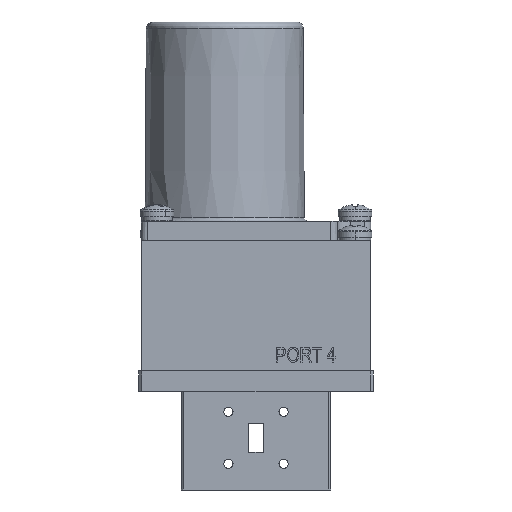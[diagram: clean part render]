
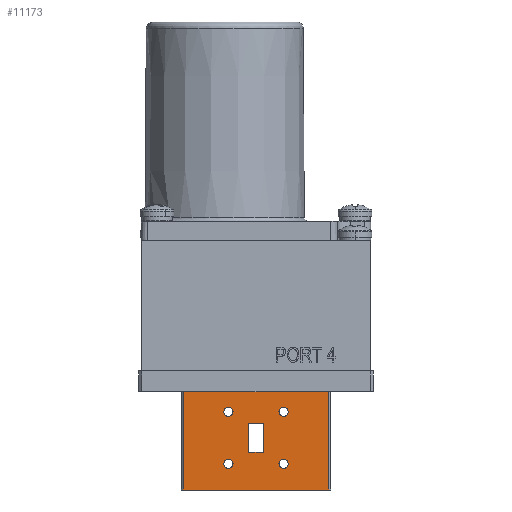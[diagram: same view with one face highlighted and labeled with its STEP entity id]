
A CAD part, front view. The second image highlights one B-rep face of the part: STEP entity #11173.
In plain terms, the highlighted planar face has unit normal (0, -1, 0).
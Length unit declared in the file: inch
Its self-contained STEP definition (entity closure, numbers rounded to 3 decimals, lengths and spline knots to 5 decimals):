
#113 = VECTOR ( 'NONE', #24629, 39.37008 ) ;
#115 = LINE ( 'NONE', #24628, #113 ) ;
#123 = VECTOR ( 'NONE', #24617, 39.37008 ) ;
#126 = LINE ( 'NONE', #24616, #123 ) ;
#131 = CIRCLE ( 'NONE', #20178, 0.0445 ) ;
#160 = VECTOR ( 'NONE', #24547, 39.37008 ) ;
#162 = VECTOR ( 'NONE', #24545, 39.37008 ) ;
#163 = LINE ( 'NONE', #24546, #160 ) ;
#171 = LINE ( 'NONE', #24541, #162 ) ;
#1786 = CARTESIAN_POINT ( 'NONE',  ( -0.265, -0.718, 0.25 ) ) ;
#1787 = DIRECTION ( 'NONE',  ( 0., -1., 0. ) ) ;
#1788 = DIRECTION ( 'NONE',  ( 0., 0., -1. ) ) ;
#1793 = CARTESIAN_POINT ( 'NONE',  ( 0.265, -0.718, 0.25 ) ) ;
#1794 = DIRECTION ( 'NONE',  ( 0., -1., 0. ) ) ;
#1795 = DIRECTION ( 'NONE',  ( 0., 0., -1. ) ) ;
#1834 = CARTESIAN_POINT ( 'NONE',  ( -0.718, -0.718, 0.943 ) ) ;
#1835 = CARTESIAN_POINT ( 'NONE',  ( 0.698, -0.718, 0.943 ) ) ;
#1842 = DIRECTION ( 'NONE',  ( 0., 0., 1. ) ) ;
#1844 = DIRECTION ( 'NONE',  ( 1., 0., 0. ) ) ;
#1845 = CARTESIAN_POINT ( 'NONE',  ( -0.698, -0.718, 0.943 ) ) ;
#1846 = DIRECTION ( 'NONE',  ( 0., 0., -1. ) ) ;
#1857 = CARTESIAN_POINT ( 'NONE',  ( -0.718, -0.718, 0. ) ) ;
#1858 = DIRECTION ( 'NONE',  ( 1., 0., 0. ) ) ;
#2102 = CARTESIAN_POINT ( 'NONE',  ( -0.265, -0.718, 0.25 ) ) ;
#2103 = DIRECTION ( 'NONE',  ( 0., -1., 0. ) ) ;
#2104 = DIRECTION ( 'NONE',  ( 0., 0., -1. ) ) ;
#2105 = CARTESIAN_POINT ( 'NONE',  ( 0.265, -0.718, 0.25 ) ) ;
#2106 = DIRECTION ( 'NONE',  ( 0., -1., 0. ) ) ;
#2107 = DIRECTION ( 'NONE',  ( 0., 0., -1. ) ) ;
#2110 = CARTESIAN_POINT ( 'NONE',  ( 0.265, -0.718, 0.75 ) ) ;
#2111 = DIRECTION ( 'NONE',  ( 0., -1., 0. ) ) ;
#2112 = DIRECTION ( 'NONE',  ( 0., 0., -1. ) ) ;
#2124 = CARTESIAN_POINT ( 'NONE',  ( -0.265, -0.718, 0.75 ) ) ;
#2125 = DIRECTION ( 'NONE',  ( 0., -1., 0. ) ) ;
#2126 = DIRECTION ( 'NONE',  ( 0., 0., -1. ) ) ;
#2128 = CARTESIAN_POINT ( 'NONE',  ( -0.265, -0.718, 0.75 ) ) ;
#2129 = DIRECTION ( 'NONE',  ( 0., -1., 0. ) ) ;
#2130 = DIRECTION ( 'NONE',  ( 0., 0., -1. ) ) ;
#2484 = CARTESIAN_POINT ( 'NONE',  ( 0.265, -0.718, 0.2055 ) ) ;
#2501 = CARTESIAN_POINT ( 'NONE',  ( -0.265, -0.718, 0.2945 ) ) ;
#2528 = CARTESIAN_POINT ( 'NONE',  ( -0.07, -0.718, 0.36 ) ) ;
#2556 = CARTESIAN_POINT ( 'NONE',  ( 0.07, -0.718, 0.36 ) ) ;
#2588 = CARTESIAN_POINT ( 'NONE',  ( -0.265, -0.718, 0.7945 ) ) ;
#2613 = CARTESIAN_POINT ( 'NONE',  ( -0.698, -0.718, 0. ) ) ;
#2645 = CARTESIAN_POINT ( 'NONE',  ( 0.698, -0.718, 0. ) ) ;
#2667 = CARTESIAN_POINT ( 'NONE',  ( -0.698, -0.718, 0.943 ) ) ;
#2676 = CARTESIAN_POINT ( 'NONE',  ( -0.265, -0.718, 0.7055 ) ) ;
#2680 = CARTESIAN_POINT ( 'NONE',  ( 0.265, -0.718, 0.7055 ) ) ;
#2684 = CARTESIAN_POINT ( 'NONE',  ( 0.698, -0.718, 0.943 ) ) ;
#4869 = EDGE_LOOP ( 'NONE', ( #15757, #15766 ) ) ;
#4879 = EDGE_LOOP ( 'NONE', ( #15772, #15749, #15763, #15731 ) ) ;
#4890 = EDGE_LOOP ( 'NONE', ( #15727, #15650 ) ) ;
#4894 = EDGE_LOOP ( 'NONE', ( #15668, #15578 ) ) ;
#4910 = EDGE_LOOP ( 'NONE', ( #14236, #15720 ) ) ;
#4919 = EDGE_LOOP ( 'NONE', ( #15736, #15775, #15738, #15771 ) ) ;
#5917 = FACE_BOUND ( 'NONE', #4894, .T. ) ;
#5918 = FACE_BOUND ( 'NONE', #4879, .T. ) ;
#5919 = FACE_BOUND ( 'NONE', #4910, .T. ) ;
#5920 = FACE_BOUND ( 'NONE', #4869, .T. ) ;
#5921 = FACE_OUTER_BOUND ( 'NONE', #4919, .T. ) ;
#5925 = FACE_BOUND ( 'NONE', #4890, .T. ) ;
#6766 = CIRCLE ( 'NONE', #19936, 0.0445 ) ;
#6774 = CIRCLE ( 'NONE', #19935, 0.0445 ) ;
#6778 = CIRCLE ( 'NONE', #19931, 0.0445 ) ;
#6780 = CIRCLE ( 'NONE', #19930, 0.0445 ) ;
#6781 = CIRCLE ( 'NONE', #19932, 0.0445 ) ;
#6899 = VECTOR ( 'NONE', #1858, 39.37008 ) ;
#6902 = LINE ( 'NONE', #1857, #6899 ) ;
#6913 = VECTOR ( 'NONE', #1846, 39.37008 ) ;
#6915 = VECTOR ( 'NONE', #1844, 39.37008 ) ;
#6916 = LINE ( 'NONE', #1845, #6913 ) ;
#6917 = VECTOR ( 'NONE', #1842, 39.37008 ) ;
#6920 = LINE ( 'NONE', #1834, #6915 ) ;
#6924 = LINE ( 'NONE', #1835, #6917 ) ;
#6950 = CIRCLE ( 'NONE', #19892, 0.0445 ) ;
#6951 = CIRCLE ( 'NONE', #19890, 0.0445 ) ;
#9706 = EDGE_CURVE ( 'NONE', #24971, #18038, #6951, .T. ) ;
#9708 = EDGE_CURVE ( 'NONE', #18010, #25037, #6950, .T. ) ;
#9727 = EDGE_CURVE ( 'NONE', #18293, #18357, #6924, .T. ) ;
#9728 = EDGE_CURVE ( 'NONE', #18332, #18357, #6920, .T. ) ;
#9729 = EDGE_CURVE ( 'NONE', #18332, #18243, #6916, .T. ) ;
#9736 = EDGE_CURVE ( 'NONE', #18243, #18293, #6902, .T. ) ;
#9814 = EDGE_CURVE ( 'NONE', #18038, #24971, #6780, .T. ) ;
#9815 = EDGE_CURVE ( 'NONE', #25037, #18010, #6778, .T. ) ;
#9817 = EDGE_CURVE ( 'NONE', #24958, #18352, #6781, .T. ) ;
#9822 = EDGE_CURVE ( 'NONE', #18345, #18198, #6774, .T. ) ;
#9824 = EDGE_CURVE ( 'NONE', #18198, #18345, #6766, .T. ) ;
#11173 = ADVANCED_FACE ( 'NONE', ( #5921, #5918, #5920, #5919, #5925, #5917 ), #20794, .F. ) ;
#14236 = ORIENTED_EDGE ( 'NONE', *, *, #9708, .F. ) ;
#15407 = AXIS2_PLACEMENT_3D ( 'NONE', #20795, #20787, #20797 ) ;
#15578 = ORIENTED_EDGE ( 'NONE', *, *, #9824, .F. ) ;
#15650 = ORIENTED_EDGE ( 'NONE', *, *, #9817, .F. ) ;
#15668 = ORIENTED_EDGE ( 'NONE', *, *, #9822, .F. ) ;
#15720 = ORIENTED_EDGE ( 'NONE', *, *, #9815, .F. ) ;
#15727 = ORIENTED_EDGE ( 'NONE', *, *, #24928, .F. ) ;
#15731 = ORIENTED_EDGE ( 'NONE', *, *, #24906, .F. ) ;
#15736 = ORIENTED_EDGE ( 'NONE', *, *, #9728, .F. ) ;
#15738 = ORIENTED_EDGE ( 'NONE', *, *, #9736, .T. ) ;
#15749 = ORIENTED_EDGE ( 'NONE', *, *, #24940, .F. ) ;
#15757 = ORIENTED_EDGE ( 'NONE', *, *, #9706, .F. ) ;
#15763 = ORIENTED_EDGE ( 'NONE', *, *, #24933, .F. ) ;
#15766 = ORIENTED_EDGE ( 'NONE', *, *, #9814, .F. ) ;
#15771 = ORIENTED_EDGE ( 'NONE', *, *, #9727, .T. ) ;
#15772 = ORIENTED_EDGE ( 'NONE', *, *, #24905, .F. ) ;
#15775 = ORIENTED_EDGE ( 'NONE', *, *, #9729, .T. ) ;
#18010 = VERTEX_POINT ( 'NONE', #2484 ) ;
#18038 = VERTEX_POINT ( 'NONE', #2501 ) ;
#18086 = VERTEX_POINT ( 'NONE', #2528 ) ;
#18134 = VERTEX_POINT ( 'NONE', #2556 ) ;
#18198 = VERTEX_POINT ( 'NONE', #2588 ) ;
#18243 = VERTEX_POINT ( 'NONE', #2613 ) ;
#18293 = VERTEX_POINT ( 'NONE', #2645 ) ;
#18332 = VERTEX_POINT ( 'NONE', #2667 ) ;
#18345 = VERTEX_POINT ( 'NONE', #2676 ) ;
#18352 = VERTEX_POINT ( 'NONE', #2680 ) ;
#18357 = VERTEX_POINT ( 'NONE', #2684 ) ;
#19890 = AXIS2_PLACEMENT_3D ( 'NONE', #1786, #1787, #1788 ) ;
#19892 = AXIS2_PLACEMENT_3D ( 'NONE', #1793, #1794, #1795 ) ;
#19930 = AXIS2_PLACEMENT_3D ( 'NONE', #2102, #2103, #2104 ) ;
#19931 = AXIS2_PLACEMENT_3D ( 'NONE', #2105, #2106, #2107 ) ;
#19932 = AXIS2_PLACEMENT_3D ( 'NONE', #2110, #2111, #2112 ) ;
#19935 = AXIS2_PLACEMENT_3D ( 'NONE', #2124, #2125, #2126 ) ;
#19936 = AXIS2_PLACEMENT_3D ( 'NONE', #2128, #2129, #2130 ) ;
#20178 = AXIS2_PLACEMENT_3D ( 'NONE', #24603, #24604, #24605 ) ;
#20787 = DIRECTION ( 'NONE',  ( 0., 1., 0. ) ) ;
#20794 = PLANE ( 'NONE',  #15407 ) ;
#20795 = CARTESIAN_POINT ( 'NONE',  ( -0.718, -0.718, 0.943 ) ) ;
#20797 = DIRECTION ( 'NONE',  ( 0., 0., 1. ) ) ;
#24541 = CARTESIAN_POINT ( 'NONE',  ( -0.07, -0.718, 0.64 ) ) ;
#24545 = DIRECTION ( 'NONE',  ( 0., 0., -1. ) ) ;
#24546 = CARTESIAN_POINT ( 'NONE',  ( -0.07, -0.718, 0.36 ) ) ;
#24547 = DIRECTION ( 'NONE',  ( 1., 0., 0. ) ) ;
#24603 = CARTESIAN_POINT ( 'NONE',  ( 0.265, -0.718, 0.75 ) ) ;
#24604 = DIRECTION ( 'NONE',  ( 0., -1., 0. ) ) ;
#24605 = DIRECTION ( 'NONE',  ( 0., 0., -1. ) ) ;
#24616 = CARTESIAN_POINT ( 'NONE',  ( 0.07, -0.718, 0.64 ) ) ;
#24617 = DIRECTION ( 'NONE',  ( 0., 0., 1. ) ) ;
#24628 = CARTESIAN_POINT ( 'NONE',  ( -0.07, -0.718, 0.64 ) ) ;
#24629 = DIRECTION ( 'NONE',  ( -1., 0., 0. ) ) ;
#24652 = CARTESIAN_POINT ( 'NONE',  ( 0.07, -0.718, 0.64 ) ) ;
#24657 = CARTESIAN_POINT ( 'NONE',  ( 0.265, -0.718, 0.7945 ) ) ;
#24670 = CARTESIAN_POINT ( 'NONE',  ( -0.265, -0.718, 0.2055 ) ) ;
#24692 = CARTESIAN_POINT ( 'NONE',  ( -0.07, -0.718, 0.64 ) ) ;
#24736 = CARTESIAN_POINT ( 'NONE',  ( 0.265, -0.718, 0.2945 ) ) ;
#24905 = EDGE_CURVE ( 'NONE', #24993, #18086, #171, .T. ) ;
#24906 = EDGE_CURVE ( 'NONE', #18086, #18134, #163, .T. ) ;
#24928 = EDGE_CURVE ( 'NONE', #18352, #24958, #131, .T. ) ;
#24933 = EDGE_CURVE ( 'NONE', #18134, #24953, #126, .T. ) ;
#24940 = EDGE_CURVE ( 'NONE', #24953, #24993, #115, .T. ) ;
#24953 = VERTEX_POINT ( 'NONE', #24652 ) ;
#24958 = VERTEX_POINT ( 'NONE', #24657 ) ;
#24971 = VERTEX_POINT ( 'NONE', #24670 ) ;
#24993 = VERTEX_POINT ( 'NONE', #24692 ) ;
#25037 = VERTEX_POINT ( 'NONE', #24736 ) ;
